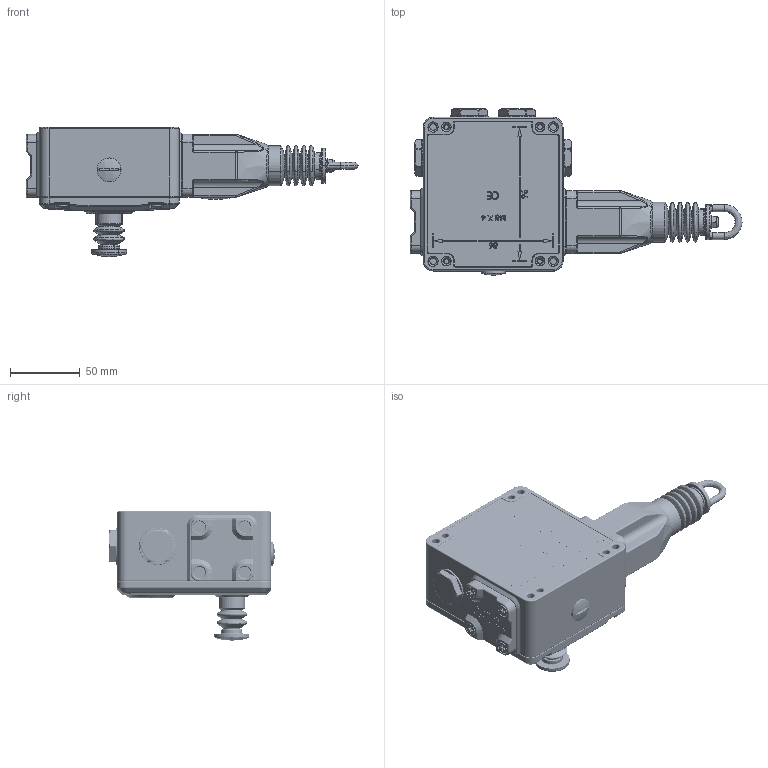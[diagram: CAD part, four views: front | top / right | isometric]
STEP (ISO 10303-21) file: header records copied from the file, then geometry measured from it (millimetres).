
FILE_DESCRIPTION (( 'STEP AP214' ), '1' );
FILE_NAME ('GLHL-141057.STEP', '2021-06-11T13:24:21', ( '' ), ( '' ), 'SwSTEP 2.0', 'SolidWorks 2021', '' );
FILE_SCHEMA (( 'AUTOMOTIVE_DESIGN' ));
Length unit declared in the file: inch
Products named in the file (1): GLHL-141057
Bounding box: 237.6 x 118.95 x 92.5 mm (x, y, z)
Volume: 287242.2 mm3; surface area: 168488.8 mm2
Topology: 30 solids, 30 shells, 3775 faces, 8943 edges, 5312 vertices
Faces by surface type: cylinder 1206, plane 1036, bspline 1027, cone 314, torus 184, sphere 8
Full cylindrical faces by diameter (mm): 19.05 x2
Entity records: 146552 total; most frequent: CARTESIAN_POINT 65100, ORIENTED_EDGE 17714, DIRECTION 15942, EDGE_CURVE 8857, AXIS2_PLACEMENT_3D 6097, VERTEX_POINT 5310, EDGE_LOOP 4021, FACE_OUTER_BOUND 3777
